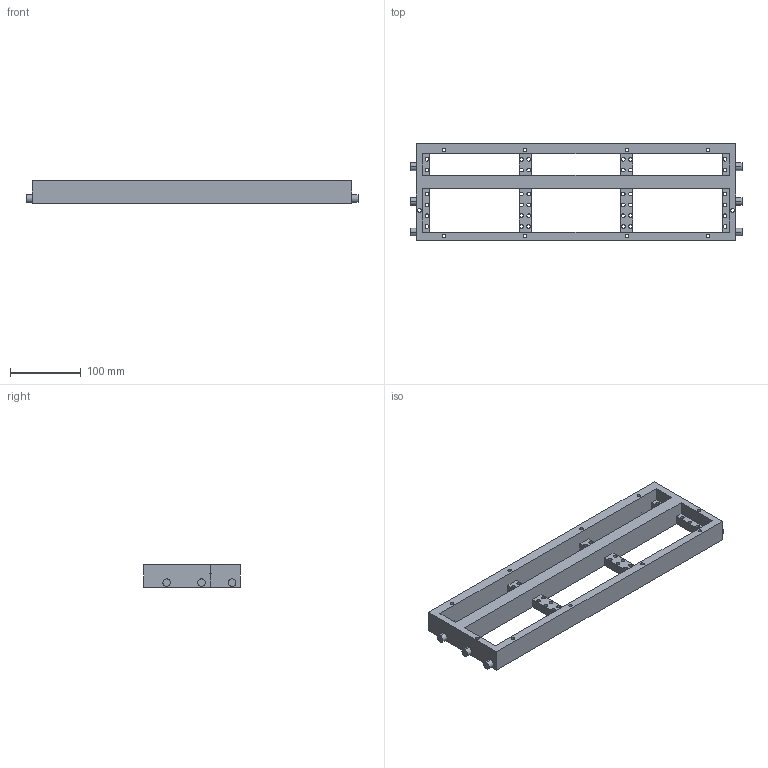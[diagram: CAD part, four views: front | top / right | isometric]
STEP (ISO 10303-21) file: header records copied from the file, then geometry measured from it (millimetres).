
FILE_DESCRIPTION (( 'STEP AP214' ), '1' );
FILE_NAME ('37797~0.STEP', '2021-01-15T09:02:28', ( '' ), ( '' ), 'SwSTEP 2.0', 'SolidWorks 2018', '' );
FILE_SCHEMA (( 'AUTOMOTIVE_DESIGN' ));
Length unit declared in the file: millimetre
Products named in the file (1): 37797~0
Bounding box: 467.89 x 136.4 x 31.75 mm (x, y, z)
Volume: 725681.8 mm3; surface area: 165488.4 mm2
Topology: 1 solids, 1 shells, 186 faces, 504 edges, 336 vertices
Faces by surface type: cylinder 132, plane 54
Entity records: 6234 total; most frequent: DIRECTION 1142, CARTESIAN_POINT 1027, ORIENTED_EDGE 1008, EDGE_CURVE 504, AXIS2_PLACEMENT_3D 451, VERTEX_POINT 336, EDGE_LOOP 306, CIRCLE 264
